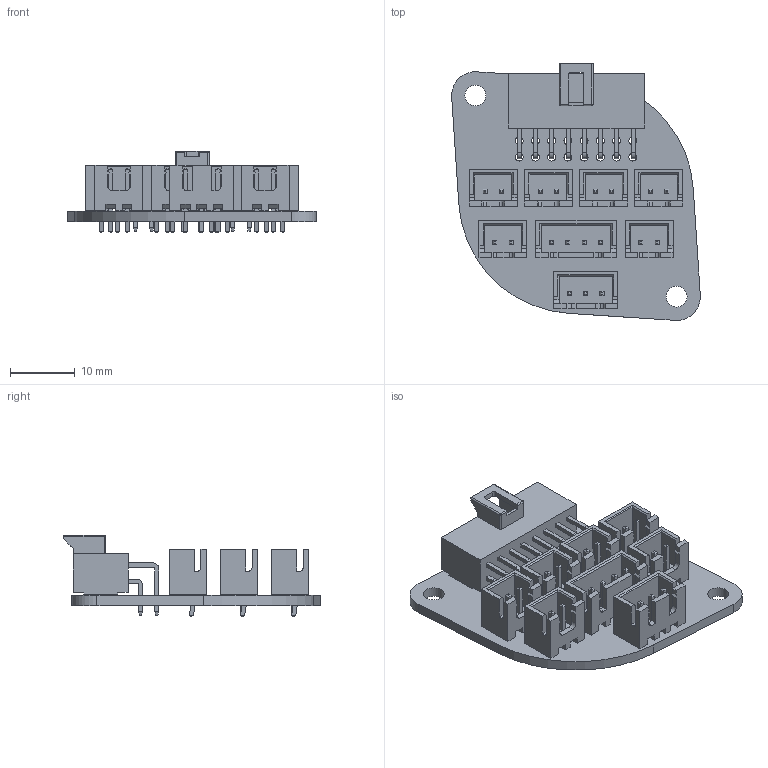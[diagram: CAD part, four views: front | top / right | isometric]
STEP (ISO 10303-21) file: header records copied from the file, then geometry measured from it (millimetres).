
FILE_DESCRIPTION(('KiCad electronic assembly'),'2;1');
FILE_NAME('Toolhead_PCB_new.step','2022-01-04T23:04:02',('An Author'),( 'A Company'),'Open CASCADE STEP processor 7.5', 'KiCad to STEP converter','Unknown');
FILE_SCHEMA(('AUTOMOTIVE_DESIGN { 1 0 10303 214 1 1 1 1 }'));
Length unit declared in the file: millimetre
Products named in the file (10): Open CASCADE STEP translator 7.5 1; JST_XH_B3B-XH-A_1x03_P2.50mm_Vertical; SOLID; 1053141116; COMPOUND; JST_XH_B2B-XH-A_1x02_P2.50mm_Vertical; JST_XH_B4B-XH-A_1x04_P2.50mm_Vertical
Assembly tree (14 placements, depth 3):
  Open CASCADE STEP translator 7.5 1
    JST_XH_B3B-XH-A_1x03_P2.50mm_Vertical
      SOLID
    1053141116
      COMPOUND
    JST_XH_B2B-XH-A_1x02_P2.50mm_Vertical  x6
      SOLID
    JST_XH_B4B-XH-A_1x04_P2.50mm_Vertical
      SOLID
    COMPOUND
Bounding box: 38.28 x 39.53 x 12.6 mm (x, y, z)
Volume: 3942 mm3; surface area: 8531.7 mm2
Topology: 10 solids, 10 shells, 1359 faces, 3528 edges, 2272 vertices
Faces by surface type: plane 1217, cylinder 132, cone 8, sphere 2
Full cylindrical faces by diameter (mm): 0.95 x7, 1 x12, 1.2 x16, 1.7 x1, 3.2 x2
Entity records: 60842 total; most frequent: CARTESIAN_POINT 10426, DIRECTION 8964, LINE 6489, VECTOR 6489, ORIENTED_EDGE 4666, PCURVE 4666, DEFINITIONAL_REPRESENTATION 4666, EDGE_CURVE 2333
